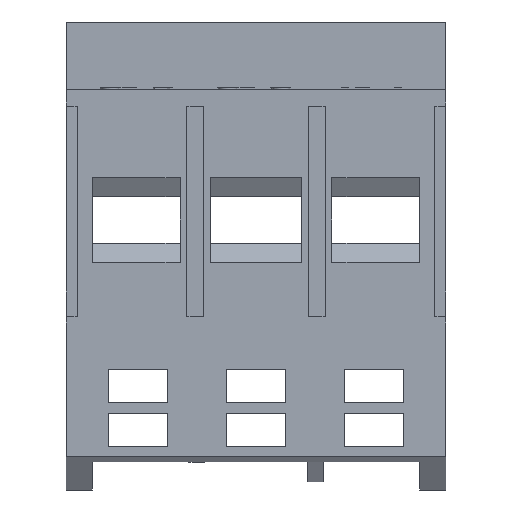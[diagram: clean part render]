
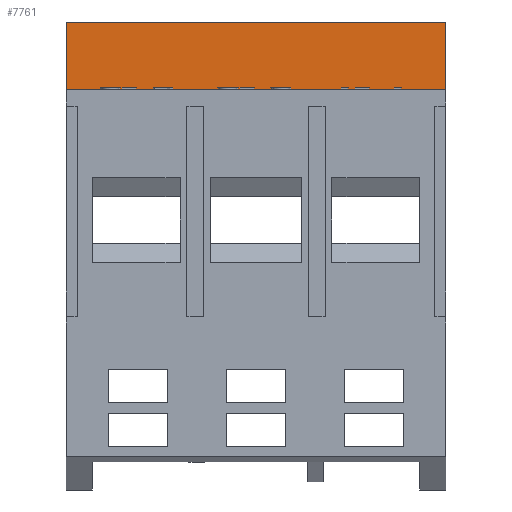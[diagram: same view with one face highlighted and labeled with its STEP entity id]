
A CAD part, top view. The second image highlights one B-rep face of the part: STEP entity #7761.
In plain terms, the highlighted planar face has unit normal (0, 0, 1).
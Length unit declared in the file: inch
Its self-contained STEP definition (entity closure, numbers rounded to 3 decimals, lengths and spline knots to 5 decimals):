
#333 = DIRECTION ( 'NONE',  ( 0., -1., 0. ) ) ;
#535 = DIRECTION ( 'NONE',  ( 0., 1., 0. ) ) ;
#1435 = CARTESIAN_POINT ( 'NONE',  ( -0.88583, 0.77953, 1.04331 ) ) ;
#1624 = ORIENTED_EDGE ( 'NONE', *, *, #4408, .F. ) ;
#1823 = ORIENTED_EDGE ( 'NONE', *, *, #9697, .F. ) ;
#2035 = LINE ( 'NONE', #2896, #8272 ) ;
#2436 = DIRECTION ( 'NONE',  ( 0., 1., 0. ) ) ;
#2896 = CARTESIAN_POINT ( 'NONE',  ( -0.88583, 0.77953, 1.04331 ) ) ;
#3152 = PLANE ( 'NONE',  #5125 ) ;
#3737 = VERTEX_POINT ( 'NONE', #8678 ) ;
#4408 = EDGE_CURVE ( 'NONE', #3737, #9453, #10140, .T. ) ;
#4617 = VERTEX_POINT ( 'NONE', #10418 ) ;
#5125 = AXIS2_PLACEMENT_3D ( 'NONE', #1435, #5138, #333 ) ;
#5138 = DIRECTION ( 'NONE',  ( 0., 0., 1. ) ) ;
#6463 = EDGE_CURVE ( 'NONE', #3737, #4617, #11591, .T. ) ;
#6989 = VECTOR ( 'NONE', #2436, 39.37008 ) ;
#7166 = CARTESIAN_POINT ( 'NONE',  ( -0.88583, 0.46457, 1.04331 ) ) ;
#7761 = ADVANCED_FACE ( 'NONE', ( #10510 ), #3152, .T. ) ;
#7781 = CARTESIAN_POINT ( 'NONE',  ( -0.88583, 0.77953, 1.04331 ) ) ;
#8037 = CARTESIAN_POINT ( 'NONE',  ( 0.88583, 0., 1.04331 ) ) ;
#8052 = VERTEX_POINT ( 'NONE', #7781 ) ;
#8091 = VECTOR ( 'NONE', #10757, 39.37008 ) ;
#8272 = VECTOR ( 'NONE', #11388, 39.37008 ) ;
#8387 = ORIENTED_EDGE ( 'NONE', *, *, #6463, .T. ) ;
#8678 = CARTESIAN_POINT ( 'NONE',  ( 0.88583, 0.46457, 1.04331 ) ) ;
#9408 = EDGE_CURVE ( 'NONE', #9453, #8052, #11360, .T. ) ;
#9441 = VECTOR ( 'NONE', #535, 39.37008 ) ;
#9453 = VERTEX_POINT ( 'NONE', #7166 ) ;
#9697 = EDGE_CURVE ( 'NONE', #8052, #4617, #2035, .T. ) ;
#10140 = LINE ( 'NONE', #10802, #8091 ) ;
#10418 = CARTESIAN_POINT ( 'NONE',  ( 0.88583, 0.77953, 1.04331 ) ) ;
#10510 = FACE_OUTER_BOUND ( 'NONE', #11436, .T. ) ;
#10757 = DIRECTION ( 'NONE',  ( -1., 0., 0. ) ) ;
#10802 = CARTESIAN_POINT ( 'NONE',  ( -0.88583, 0.46457, 1.04331 ) ) ;
#11015 = CARTESIAN_POINT ( 'NONE',  ( -0.88583, 0., 1.04331 ) ) ;
#11360 = LINE ( 'NONE', #11015, #9441 ) ;
#11388 = DIRECTION ( 'NONE',  ( 1., 0., 0. ) ) ;
#11436 = EDGE_LOOP ( 'NONE', ( #1823, #11833, #1624, #8387 ) ) ;
#11591 = LINE ( 'NONE', #8037, #6989 ) ;
#11833 = ORIENTED_EDGE ( 'NONE', *, *, #9408, .F. ) ;
